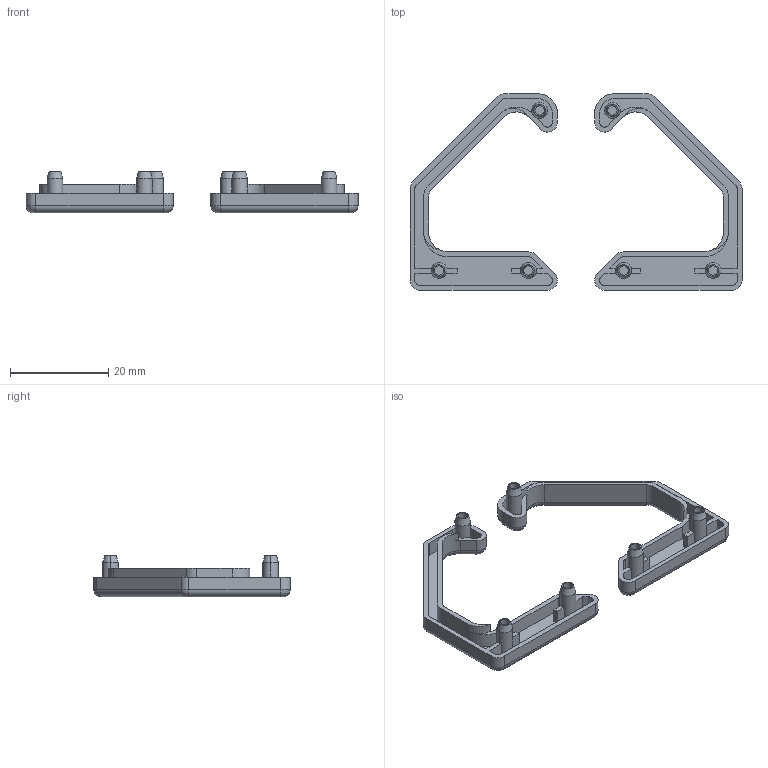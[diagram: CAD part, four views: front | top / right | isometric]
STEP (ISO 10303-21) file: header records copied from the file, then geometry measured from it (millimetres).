
FILE_DESCRIPTION(('FreeCAD Model'),'2;1');
FILE_NAME('Open CASCADE Shape Model','2024-04-03T11:06:09',(''),(''), 'Open CASCADE STEP processor 7.6','FreeCAD','Unknown');
FILE_SCHEMA(('AUTOMOTIVE_DESIGN { 1 0 10303 214 1 1 1 1 }'));
Length unit declared in the file: millimetre
Products named in the file (3): STI8-CPP; SOLID; SOLID001
Assembly tree (2 placements, depth 2):
  STI8-CPP
    SOLID
    SOLID001
Bounding box: 67.6 x 40 x 8.5 mm (x, y, z)
Volume: 2076.7 mm3; surface area: 4838.7 mm2
Topology: 2 solids, 2 shells, 214 faces, 554 edges, 350 vertices
Faces by surface type: cylinder 92, plane 88, revolution 14, cone 12, torus 8
Entity records: 14218 total; most frequent: CARTESIAN_POINT 2873, DIRECTION 2242, LINE 1250, VECTOR 1250, ORIENTED_EDGE 1108, PCURVE 1108, DEFINITIONAL_REPRESENTATION 1108, EDGE_CURVE 554
